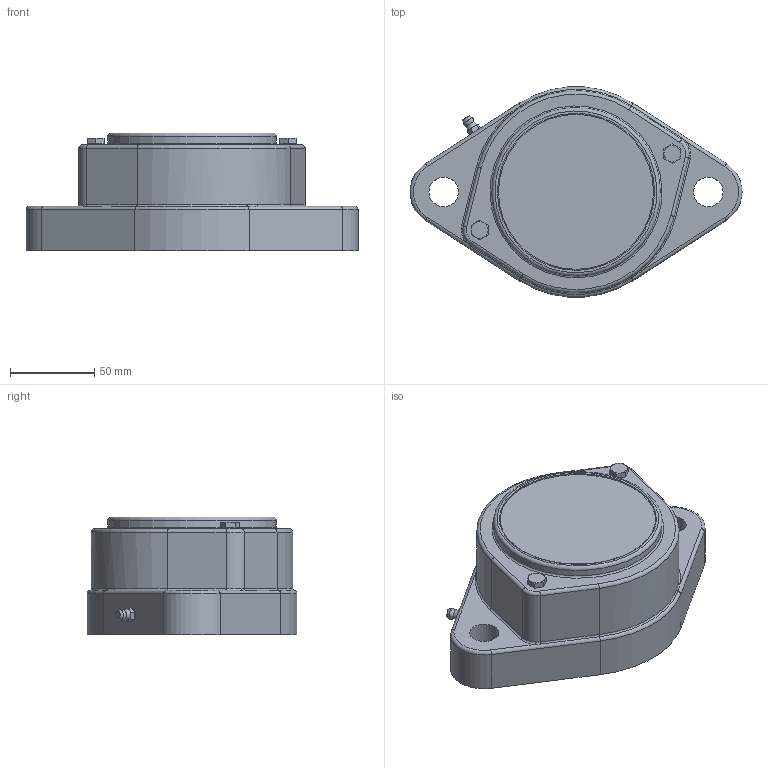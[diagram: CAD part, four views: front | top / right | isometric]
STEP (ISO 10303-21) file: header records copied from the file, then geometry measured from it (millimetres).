
FILE_DESCRIPTION(/* description */ (''),/* implementation_level */ '2;1');
FILE_NAME(/* name */ 'NG50F20.stp',/* time_stamp */ '2015-10-30T12:55:31+01:00',/* author */ ('fje'),/* organization */ (''),/* preprocessor_version */ 'ST-DEVELOPER v15.2',/* originating_system */ 'Autodesk Inventor 2014',/* authorisation */ '');
FILE_SCHEMA (('AUTOMOTIVE_DESIGN { 1 0 10303 214 3 1 1 }'));
Length unit declared in the file: millimetre
Products named in the file (1): Part88
Bounding box: 197 x 124.58 x 70 mm (x, y, z)
Volume: 675044.6 mm3; surface area: 119535.7 mm2
Topology: 2 solids, 10 shells, 331 faces, 731 edges, 437 vertices
Faces by surface type: plane 120, cylinder 105, cone 54, torus 47, bspline 4, sphere 1
Full cylindrical faces by diameter (mm): 3 x1, 4.917 x2, 5.459 x2, 6 x5, 6.5 x2, 6.647 x2, 6.8 x1, 8 x2, 8.7 x2, 9 x2, 17.5 x2, 50 x2, 54.8 x1, 58.3 x1, 60.2 x1, 61 x1, 61.5 x2, 65 x1, 70 x1, 82 x1, 88 x2, 92 x2, 93.2 x1, 100 x1
Entity records: 9057 total; most frequent: CARTESIAN_POINT 1811, DIRECTION 1510, ORIENTED_EDGE 1292, AXIS2_PLACEMENT_3D 646, EDGE_CURVE 622, EDGE_LOOP 454, VERTEX_POINT 408, STYLED_ITEM 332
